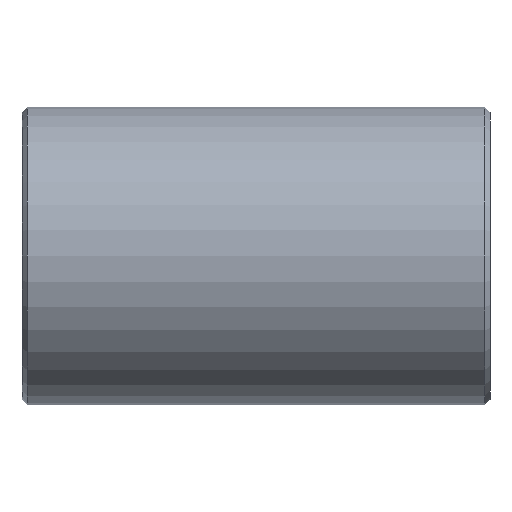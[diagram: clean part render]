
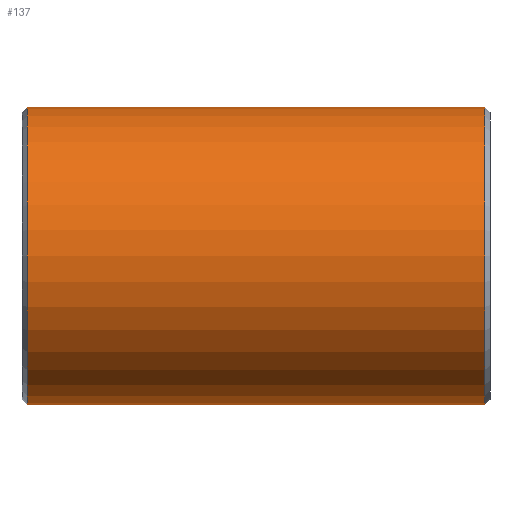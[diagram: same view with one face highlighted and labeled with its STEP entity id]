
A CAD part, front view. The second image highlights one B-rep face of the part: STEP entity #137.
In plain terms, the highlighted cylindrical face has radius 177.8 mm (diameter 355.6 mm), a partial arc.
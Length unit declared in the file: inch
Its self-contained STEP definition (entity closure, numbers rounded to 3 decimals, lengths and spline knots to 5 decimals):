
#37 = DIRECTION ( 'NONE',  ( -1., 0., 0. ) ) ;
#40 = AXIS2_PLACEMENT_3D ( 'NONE', #95, #367, #490 ) ;
#60 = EDGE_CURVE ( 'NONE', #218, #428, #725, .T. ) ;
#67 = DIRECTION ( 'NONE',  ( 0., 0., 1. ) ) ;
#95 = CARTESIAN_POINT ( 'NONE',  ( 10.75, 0., 0. ) ) ;
#96 = EDGE_CURVE ( 'NONE', #218, #615, #496, .T. ) ;
#137 = ADVANCED_FACE ( 'NONE', ( #835 ), #504, .T. ) ;
#143 = DIRECTION ( 'NONE',  ( 1., 0., 0. ) ) ;
#144 = ORIENTED_EDGE ( 'NONE', *, *, #96, .F. ) ;
#149 = CARTESIAN_POINT ( 'NONE',  ( -10.75, 0., -7. ) ) ;
#199 = ORIENTED_EDGE ( 'NONE', *, *, #60, .T. ) ;
#212 = CARTESIAN_POINT ( 'NONE',  ( 11., 0., 7. ) ) ;
#218 = VERTEX_POINT ( 'NONE', #650 ) ;
#242 = EDGE_CURVE ( 'NONE', #853, #615, #636, .T. ) ;
#280 = EDGE_LOOP ( 'NONE', ( #144, #199, #341, #735 ) ) ;
#301 = CARTESIAN_POINT ( 'NONE',  ( 10.75, 0., 7. ) ) ;
#305 = VECTOR ( 'NONE', #501, 39.37008 ) ;
#341 = ORIENTED_EDGE ( 'NONE', *, *, #838, .T. ) ;
#359 = CARTESIAN_POINT ( 'NONE',  ( 11., 0., -7. ) ) ;
#367 = DIRECTION ( 'NONE',  ( -1., 0., 0. ) ) ;
#428 = VERTEX_POINT ( 'NONE', #301 ) ;
#431 = CARTESIAN_POINT ( 'NONE',  ( 11., 0., 0. ) ) ;
#433 = CARTESIAN_POINT ( 'NONE',  ( -10.75, 0., 7. ) ) ;
#438 = DIRECTION ( 'NONE',  ( 0., 0., 1. ) ) ;
#490 = DIRECTION ( 'NONE',  ( 0., 0., -1. ) ) ;
#491 = VECTOR ( 'NONE', #760, 39.37008 ) ;
#496 = LINE ( 'NONE', #359, #491 ) ;
#501 = DIRECTION ( 'NONE',  ( -1., 0., 0. ) ) ;
#504 = CYLINDRICAL_SURFACE ( 'NONE', #782, 7. ) ;
#536 = CARTESIAN_POINT ( 'NONE',  ( -10.75, 0., 0. ) ) ;
#546 = LINE ( 'NONE', #212, #305 ) ;
#615 = VERTEX_POINT ( 'NONE', #149 ) ;
#636 = CIRCLE ( 'NONE', #710, 7. ) ;
#650 = CARTESIAN_POINT ( 'NONE',  ( 10.75, 0., -7. ) ) ;
#710 = AXIS2_PLACEMENT_3D ( 'NONE', #536, #143, #67 ) ;
#725 = CIRCLE ( 'NONE', #40, 7. ) ;
#735 = ORIENTED_EDGE ( 'NONE', *, *, #242, .T. ) ;
#760 = DIRECTION ( 'NONE',  ( -1., 0., 0. ) ) ;
#782 = AXIS2_PLACEMENT_3D ( 'NONE', #431, #37, #438 ) ;
#835 = FACE_OUTER_BOUND ( 'NONE', #280, .T. ) ;
#838 = EDGE_CURVE ( 'NONE', #428, #853, #546, .T. ) ;
#853 = VERTEX_POINT ( 'NONE', #433 ) ;
